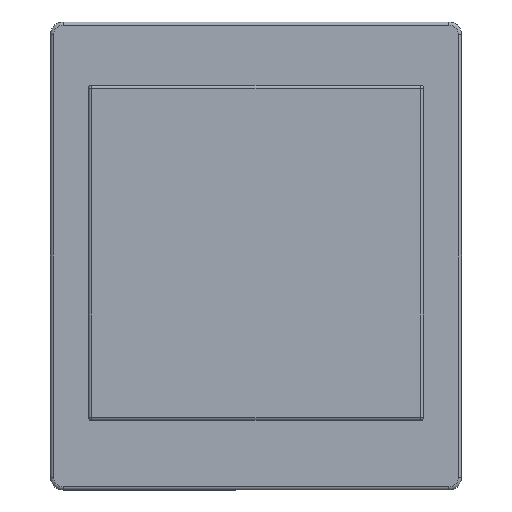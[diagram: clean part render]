
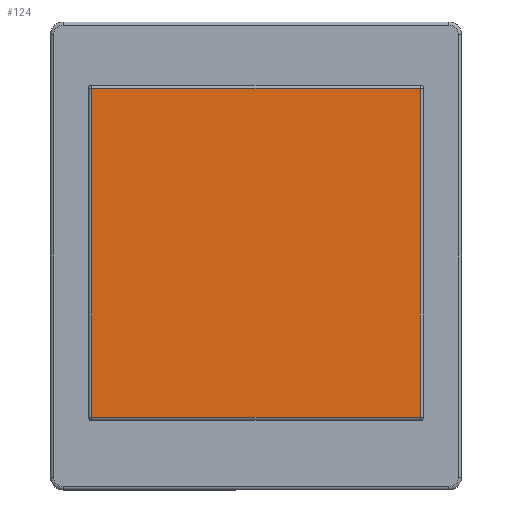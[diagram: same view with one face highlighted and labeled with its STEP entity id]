
A CAD part, front view. The second image highlights one B-rep face of the part: STEP entity #124.
In plain terms, the highlighted planar face has unit normal (0, -1, 0).
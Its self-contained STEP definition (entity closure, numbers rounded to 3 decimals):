
#124 = ADVANCED_FACE ( 'NONE', ( #1345 ), #1589, .T. ) ;
#165 = EDGE_CURVE ( 'NONE', #575, #576, #1728, .T. ) ;
#166 = EDGE_CURVE ( 'NONE', #574, #575, #1731, .T. ) ;
#167 = EDGE_CURVE ( 'NONE', #576, #577, #1734, .T. ) ;
#168 = EDGE_CURVE ( 'NONE', #577, #574, #1737, .T. ) ;
#458 = EDGE_LOOP ( 'NONE', ( #682, #2379, #683, #706 ) ) ;
#574 = VERTEX_POINT ( 'NONE', #2277 ) ;
#575 = VERTEX_POINT ( 'NONE', #2278 ) ;
#576 = VERTEX_POINT ( 'NONE', #2279 ) ;
#577 = VERTEX_POINT ( 'NONE', #2280 ) ;
#682 = ORIENTED_EDGE ( 'NONE', *, *, #166, .T. ) ;
#683 = ORIENTED_EDGE ( 'NONE', *, *, #167, .T. ) ;
#706 = ORIENTED_EDGE ( 'NONE', *, *, #168, .T. ) ;
#1345 = FACE_OUTER_BOUND ( 'NONE', #458, .T. ) ;
#1348 = AXIS2_PLACEMENT_3D ( 'NONE', #1590, #1591, #1592 ) ;
#1392 = VECTOR ( 'NONE', #1730, 1000. ) ;
#1393 = VECTOR ( 'NONE', #1733, 1000. ) ;
#1394 = VECTOR ( 'NONE', #1736, 1000. ) ;
#1395 = VECTOR ( 'NONE', #1739, 1000. ) ;
#1589 = PLANE ( 'NONE',  #1348 ) ;
#1590 = CARTESIAN_POINT ( 'NONE',  ( 89.148, -20., -28. ) ) ;
#1591 = DIRECTION ( 'NONE',  ( 0., -1., 0. ) ) ;
#1592 = DIRECTION ( 'NONE',  ( 0., 0., -1. ) ) ;
#1728 = LINE ( 'NONE', #1729, #1392 ) ;
#1729 = CARTESIAN_POINT ( 'NONE',  ( 89.148, -20., -27.5 ) ) ;
#1730 = DIRECTION ( 'NONE',  ( 1., 0., 0. ) ) ;
#1731 = LINE ( 'NONE', #1732, #1393 ) ;
#1732 = CARTESIAN_POINT ( 'NONE',  ( -26., -20., -28. ) ) ;
#1733 = DIRECTION ( 'NONE',  ( 0., 0., -1. ) ) ;
#1734 = LINE ( 'NONE', #1735, #1394 ) ;
#1735 = CARTESIAN_POINT ( 'NONE',  ( 26., -20., 25. ) ) ;
#1736 = DIRECTION ( 'NONE',  ( 0., 0., 1. ) ) ;
#1737 = LINE ( 'NONE', #1738, #1395 ) ;
#1738 = CARTESIAN_POINT ( 'NONE',  ( 89.148, -20., 24.5 ) ) ;
#1739 = DIRECTION ( 'NONE',  ( -1., 0., 0. ) ) ;
#2277 = CARTESIAN_POINT ( 'NONE',  ( -26., -20., 24.5 ) ) ;
#2278 = CARTESIAN_POINT ( 'NONE',  ( -26., -20., -27.5 ) ) ;
#2279 = CARTESIAN_POINT ( 'NONE',  ( 26., -20., -27.5 ) ) ;
#2280 = CARTESIAN_POINT ( 'NONE',  ( 26., -20., 24.5 ) ) ;
#2379 = ORIENTED_EDGE ( 'NONE', *, *, #165, .T. ) ;
